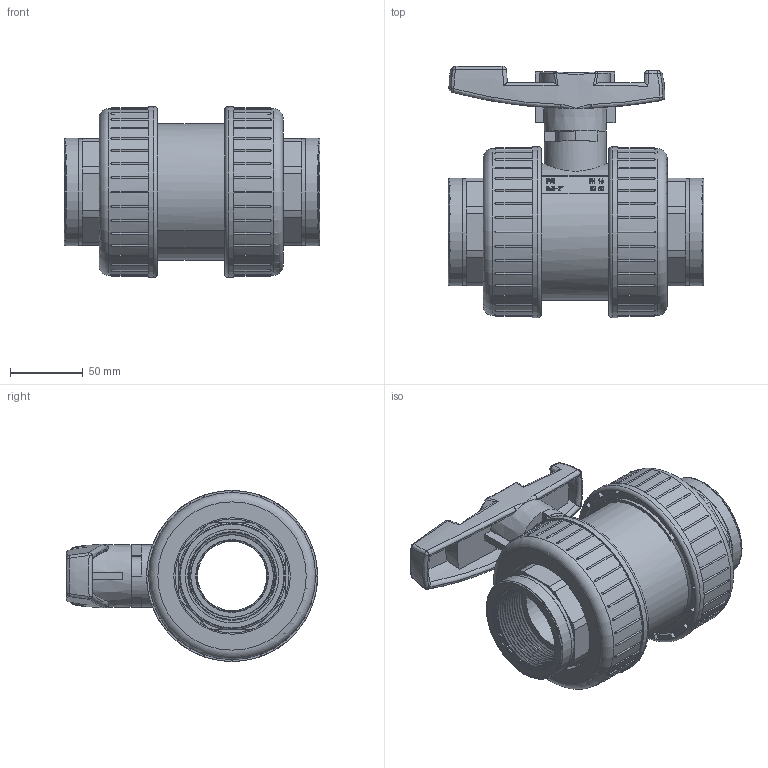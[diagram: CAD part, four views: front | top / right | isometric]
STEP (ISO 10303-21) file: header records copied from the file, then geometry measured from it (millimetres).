
FILE_DESCRIPTION(/* description */ (''),/* implementation_level */ '2;1');
FILE_NAME(/* name */ '63.stp',/* time_stamp */ '2025-12-30T08:10:14+08:00',/* author */ (''),/* organization */ (''),/* preprocessor_version */ 'ST-DEVELOPER v16.7',/* originating_system */ 'SIEMENS PLM Software NX 12.0',/* authorisation */ '');
FILE_SCHEMA (('AUTOMOTIVE_DESIGN { 1 0 10303 214 3 1 1 1 }'));
Products named in the file (1): Admi045C429322s4
Bounding box: 175.4 x 172.41 x 117.44 mm (x, y, z)
Volume: 1026902.7 mm3; surface area: 335266.2 mm2
Topology: 18 solids, 18 shells, 1134 faces, 3155 edges, 2040 vertices
Faces by surface type: plane 544, cylinder 237, extrusion 129, sphere 85, bspline 69, torus 63, cone 7
Full cylindrical faces by diameter (mm): 2.869 x1, 3.825 x1, 21.239 x4, 26.236 x3, 27.485 x1, 28.735 x2, 31.233 x1, 42.647 x1, 47.475 x1, 48.724 x2, 49.8 x2, 49.973 x2, 56.47 x3, 57.469 x1, 58.719 x3, 59.614 x22, 60.8 x2, 63.216 x3, 63.716 x1, 64 x2, 69.338 x1, 70.138 x3, 73 x4, 74 x2, 74.21 x3, 76.834 x1, 78 x2, 79.957 x2, 81.207 x1, 82.456 x2
Entity records: 53438 total; most frequent: CARTESIAN_POINT 27385, ORIENTED_EDGE 5534, DIRECTION 4828, EDGE_CURVE 2767, VERTEX_POINT 1877, AXIS2_PLACEMENT_3D 1713, VECTOR 1402, EDGE_LOOP 1332
